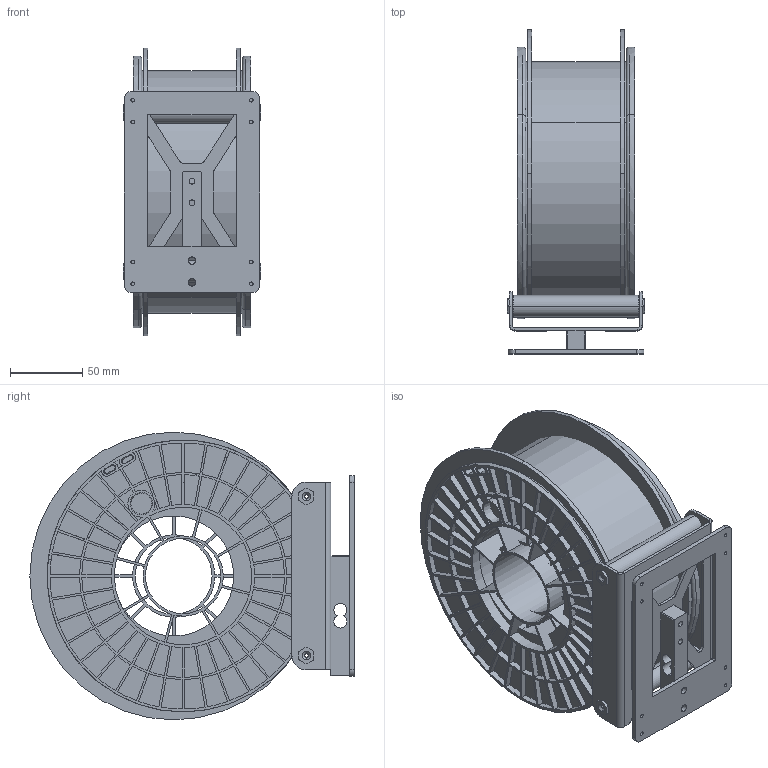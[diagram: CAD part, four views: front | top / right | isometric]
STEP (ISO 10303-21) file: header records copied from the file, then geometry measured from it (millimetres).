
FILE_DESCRIPTION (( 'STEP AP203' ), '1' );
FILE_NAME ('SpoolHolderWeightModule.STEP', '2023-08-02T01:21:47', ( '' ), ( '' ), 'SwSTEP 2.0', 'SolidWorks 2022', '' );
FILE_SCHEMA (( 'CONFIG_CONTROL_DESIGN' ));
Length unit declared in the file: millimetre
Products named in the file (9): Roller_tube^SpoolHolderWeightModule; Anchor; Base_Single^SpoolHolderWeightModule; FD plast spool; Sensor; eSun_Spool_black; Rollers_Holder; bearing_686zz; SpoolHolderWeightModule
Assembly tree (15 placements, depth 2):
  SpoolHolderWeightModule
    Base_Single^SpoolHolderWeightModule
    Sensor
    Rollers_Holder
    bearing_686zz  x4
    Anchor  x4
    Roller_tube^SpoolHolderWeightModule  x2
    FD plast spool
    eSun_Spool_black
Bounding box: 95.31 x 224.28 x 199 mm (x, y, z)
Volume: 1496943 mm3; surface area: 450849.9 mm2
Topology: 31 solids, 32 shells, 1640 faces, 4242 edges, 2804 vertices
Faces by surface type: plane 682, cylinder 586, torus 196, cone 112, sphere 64
Entity records: 36980 total; most frequent: DIRECTION 6433, CARTESIAN_POINT 6355, ORIENTED_EDGE 5932, EDGE_CURVE 2966, AXIS2_PLACEMENT_3D 2351, VERTEX_POINT 1969, VECTOR 1731, LINE 1731
